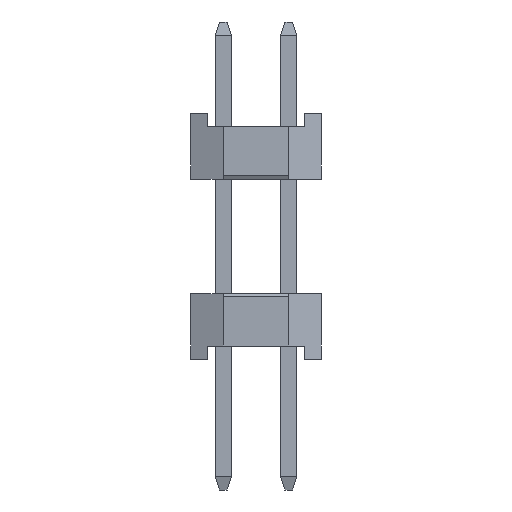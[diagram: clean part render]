
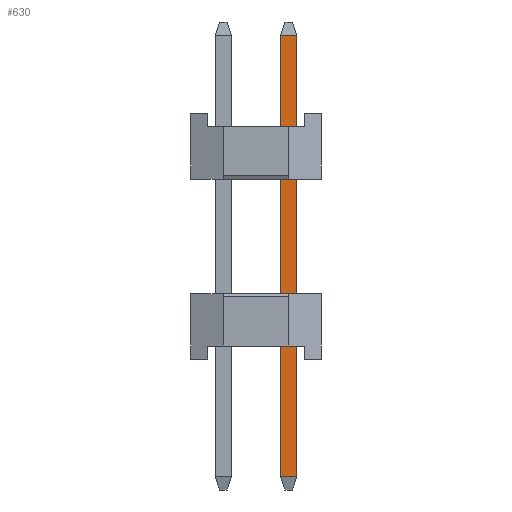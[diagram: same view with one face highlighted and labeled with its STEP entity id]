
A CAD part, left-side view. The second image highlights one B-rep face of the part: STEP entity #630.
In plain terms, the highlighted planar face has unit normal (-1, 0, 0).
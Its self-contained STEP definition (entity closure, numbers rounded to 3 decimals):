
#630=ADVANCED_FACE('',(#1296),#936,.F.);
#936=PLANE('',#6931);
#1296=FACE_OUTER_BOUND('',#1698,.T.);
#1698=EDGE_LOOP('',(#3400,#3401,#3402,#3403));
#3400=ORIENTED_EDGE('',*,*,#4883,.T.);
#3401=ORIENTED_EDGE('',*,*,#4885,.T.);
#3402=ORIENTED_EDGE('',*,*,#4886,.F.);
#3403=ORIENTED_EDGE('',*,*,#4887,.T.);
#4016=VERTEX_POINT('',#10412);
#4017=VERTEX_POINT('',#10414);
#4018=VERTEX_POINT('',#10418);
#4019=VERTEX_POINT('',#10420);
#4883=EDGE_CURVE('',#4017,#4016,#5709,.T.);
#4885=EDGE_CURVE('',#4016,#4018,#5711,.T.);
#4886=EDGE_CURVE('',#4019,#4018,#5712,.T.);
#4887=EDGE_CURVE('',#4019,#4017,#5713,.T.);
#5709=LINE('',#10413,#6535);
#5711=LINE('',#10417,#6537);
#5712=LINE('',#10419,#6538);
#5713=LINE('',#10421,#6539);
#6535=VECTOR('',#8420,1.);
#6537=VECTOR('',#8424,1.);
#6538=VECTOR('',#8425,1.);
#6539=VECTOR('',#8426,1.);
#6931=AXIS2_PLACEMENT_3D('',#10422,#8427,#8428);
#8420=DIRECTION('',(0.,0.,-1.));
#8424=DIRECTION('',(0.,-1.,0.));
#8425=DIRECTION('',(0.,0.,-1.));
#8426=DIRECTION('',(0.,1.,0.));
#8427=DIRECTION('',(1.,0.,0.));
#8428=DIRECTION('',(0.,1.,0.));
#10412=CARTESIAN_POINT('',(-19.695,-2.162,-3.4));
#10413=CARTESIAN_POINT('',(-19.695,-2.162,4.9));
#10414=CARTESIAN_POINT('',(-19.695,-2.162,10.1));
#10417=CARTESIAN_POINT('',(-19.695,-2.662,-3.4));
#10418=CARTESIAN_POINT('',(-19.695,-2.662,-3.4));
#10419=CARTESIAN_POINT('',(-19.695,-2.662,4.9));
#10420=CARTESIAN_POINT('',(-19.695,-2.662,10.1));
#10421=CARTESIAN_POINT('',(-19.695,-2.662,10.1));
#10422=CARTESIAN_POINT('',(-19.695,-2.662,4.9));
